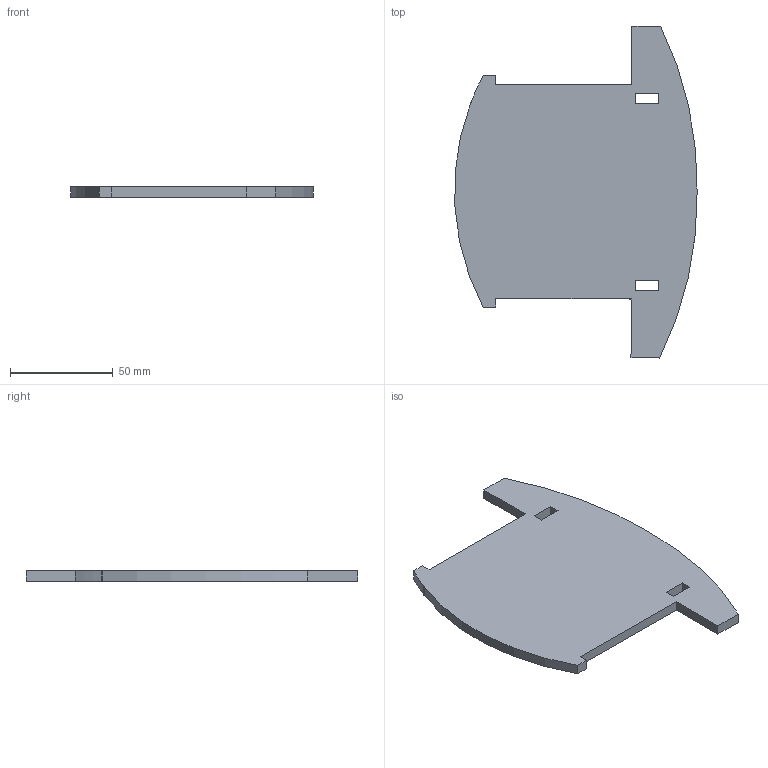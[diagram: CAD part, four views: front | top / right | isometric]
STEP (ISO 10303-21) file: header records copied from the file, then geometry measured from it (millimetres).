
FILE_DESCRIPTION(/* description */ (''),/* implementation_level */ '2;1');
FILE_NAME(/* name */ 'hood.step',/* time_stamp */ '2022-07-12T11:15:35+05:30',/* author */ (''),/* organization */ (''),/* preprocessor_version */ 'ST-DEVELOPER v19',/* originating_system */ 'Autodesk Translation Framework v11.7.0.108',/* authorisation */ '');
FILE_SCHEMA (('AUTOMOTIVE_DESIGN { 1 0 10303 214 3 1 1 }'));
Length unit declared in the file: millimetre
Products named in the file (1): hood
Bounding box: 117.86 x 161.52 x 5 mm (x, y, z)
Volume: 63804.9 mm3; surface area: 28469.1 mm2
Topology: 2 solids, 2 shells, 31 faces, 81 edges, 54 vertices
Faces by surface type: plane 26, cylinder 5
Entity records: 985 total; most frequent: CARTESIAN_POINT 167, ORIENTED_EDGE 162, DIRECTION 155, EDGE_CURVE 81, LINE 71, VECTOR 71, VERTEX_POINT 54, AXIS2_PLACEMENT_3D 42
